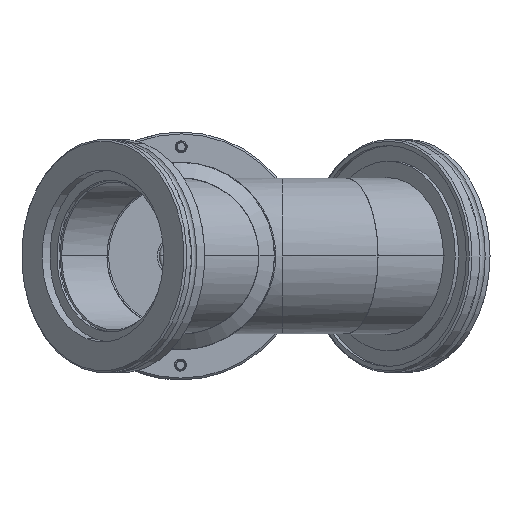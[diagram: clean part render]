
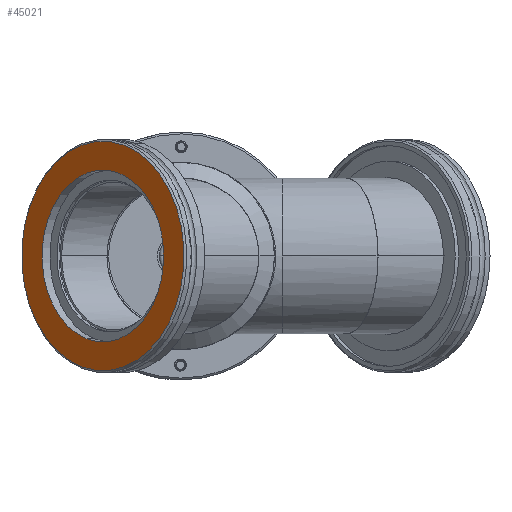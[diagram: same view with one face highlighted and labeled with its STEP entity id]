
A CAD part, front view. The second image highlights one B-rep face of the part: STEP entity #45021.
In plain terms, the highlighted planar face has unit normal (-0.707, -0.707, 0).
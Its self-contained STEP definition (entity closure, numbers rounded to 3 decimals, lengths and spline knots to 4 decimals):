
#605 = CIRCLE ( 'NONE', #8420, 1.84 ) ;
#3115 = EDGE_LOOP ( 'NONE', ( #6824, #36057 ) ) ;
#3497 = EDGE_CURVE ( 'NONE', #29536, #26226, #605, .T. ) ;
#4049 = ORIENTED_EDGE ( 'NONE', *, *, #7711, .T. ) ;
#5601 = DIRECTION ( 'NONE',  ( -0.707, -0.707, 0. ) ) ;
#6749 = VERTEX_POINT ( 'NONE', #15888 ) ;
#6824 = ORIENTED_EDGE ( 'NONE', *, *, #33792, .T. ) ;
#6850 = FACE_BOUND ( 'NONE', #3115, .T. ) ;
#7142 = AXIS2_PLACEMENT_3D ( 'NONE', #15816, #10914, #57715 ) ;
#7669 = CARTESIAN_POINT ( 'NONE',  ( -3.1917, -2.6784, -1.4305 ) ) ;
#7711 = EDGE_CURVE ( 'NONE', #26226, #29536, #36426, .T. ) ;
#8064 = CIRCLE ( 'NONE', #54968, 1.378 ) ;
#8420 = AXIS2_PLACEMENT_3D ( 'NONE', #43228, #5601, #38332 ) ;
#10914 = DIRECTION ( 'NONE',  ( -0.707, -0.707, 0. ) ) ;
#12155 = CARTESIAN_POINT ( 'NONE',  ( -2.5982, -3.2718, 1.6762 ) ) ;
#14418 = EDGE_LOOP ( 'NONE', ( #40592, #4049 ) ) ;
#14540 = CIRCLE ( 'NONE', #15516, 1.378 ) ;
#15516 = AXIS2_PLACEMENT_3D ( 'NONE', #38787, #44286, #50369 ) ;
#15816 = CARTESIAN_POINT ( 'NONE',  ( -2.8524, -3.0177, 0.3458 ) ) ;
#15888 = CARTESIAN_POINT ( 'NONE',  ( -3.1065, -2.7636, -0.9845 ) ) ;
#22424 = CARTESIAN_POINT ( 'NONE',  ( -3.1065, -2.7636, -0.9845 ) ) ;
#23017 = DIRECTION ( 'NONE',  ( -0.184, 0.184, -0.965 ) ) ;
#25513 = FACE_OUTER_BOUND ( 'NONE', #14418, .T. ) ;
#26226 = VERTEX_POINT ( 'NONE', #7669 ) ;
#27309 = DIRECTION ( 'NONE',  ( -0.707, -0.707, 0. ) ) ;
#27813 = AXIS2_PLACEMENT_3D ( 'NONE', #22424, #27309, #23017 ) ;
#29265 = DIRECTION ( 'NONE',  ( -0.184, 0.184, -0.965 ) ) ;
#29536 = VERTEX_POINT ( 'NONE', #37312 ) ;
#33792 = EDGE_CURVE ( 'NONE', #6749, #49423, #14540, .T. ) ;
#36057 = ORIENTED_EDGE ( 'NONE', *, *, #56065, .T. ) ;
#36426 = CIRCLE ( 'NONE', #7142, 1.84 ) ;
#37312 = CARTESIAN_POINT ( 'NONE',  ( -2.513, -3.357, 2.1222 ) ) ;
#38332 = DIRECTION ( 'NONE',  ( 0.184, -0.184, 0.965 ) ) ;
#38787 = CARTESIAN_POINT ( 'NONE',  ( -2.8524, -3.0177, 0.3458 ) ) ;
#40592 = ORIENTED_EDGE ( 'NONE', *, *, #3497, .T. ) ;
#43040 = DIRECTION ( 'NONE',  ( 0.707, 0.707, 0. ) ) ;
#43228 = CARTESIAN_POINT ( 'NONE',  ( -2.8524, -3.0177, 0.3458 ) ) ;
#44286 = DIRECTION ( 'NONE',  ( 0.707, 0.707, 0. ) ) ;
#45021 = ADVANCED_FACE ( 'NONE', ( #6850, #25513 ), #49961, .T. ) ;
#49423 = VERTEX_POINT ( 'NONE', #12155 ) ;
#49961 = PLANE ( 'NONE',  #27813 ) ;
#50369 = DIRECTION ( 'NONE',  ( -0.184, 0.184, -0.965 ) ) ;
#52527 = CARTESIAN_POINT ( 'NONE',  ( -2.8524, -3.0177, 0.3458 ) ) ;
#54968 = AXIS2_PLACEMENT_3D ( 'NONE', #52527, #43040, #29265 ) ;
#56065 = EDGE_CURVE ( 'NONE', #49423, #6749, #8064, .T. ) ;
#57715 = DIRECTION ( 'NONE',  ( 0.184, -0.184, 0.965 ) ) ;
